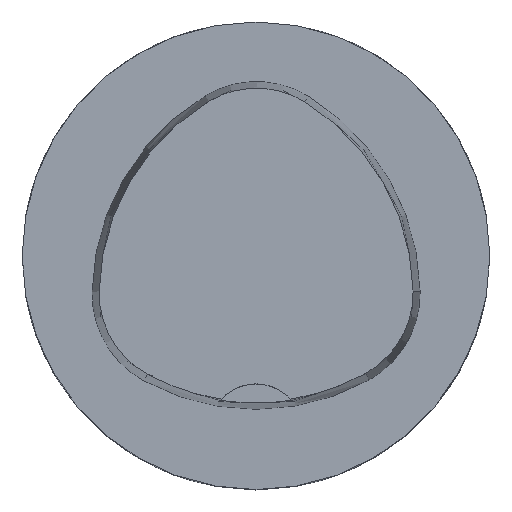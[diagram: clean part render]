
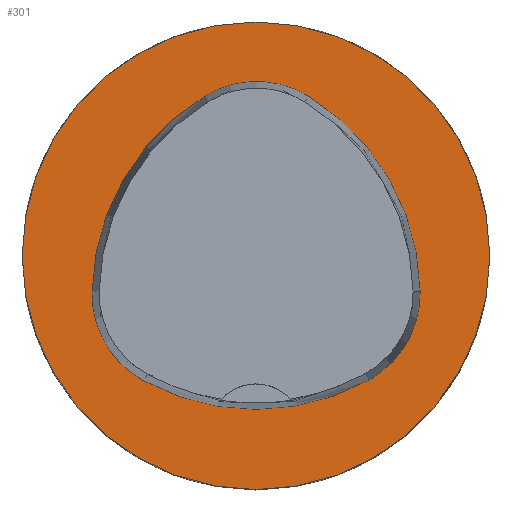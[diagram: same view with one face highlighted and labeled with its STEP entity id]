
A CAD part, top view. The second image highlights one B-rep face of the part: STEP entity #301.
In plain terms, the highlighted planar face has unit normal (0, 0, 1).
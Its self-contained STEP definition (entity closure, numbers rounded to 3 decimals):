
#142=FACE_BOUND('',#559,.T.);
#143=FACE_BOUND('',#560,.T.);
#211=CIRCLE('',#2123,20.);
#213=CIRCLE('',#2126,8.5);
#215=CIRCLE('',#2129,20.);
#217=CIRCLE('',#2132,8.5);
#220=CIRCLE('',#2136,20.);
#223=CIRCLE('',#2140,8.5);
#226=CIRCLE('',#2145,20.);
#301=ADVANCED_FACE('',(#142,#143),#367,.T.);
#367=PLANE('',#2146);
#559=EDGE_LOOP('',(#1308,#1309,#1310,#1311,#1312,#1313));
#560=EDGE_LOOP('',(#1314));
#1308=ORIENTED_EDGE('',*,*,#1843,.F.);
#1309=ORIENTED_EDGE('',*,*,#1838,.F.);
#1310=ORIENTED_EDGE('',*,*,#1833,.F.);
#1311=ORIENTED_EDGE('',*,*,#1830,.F.);
#1312=ORIENTED_EDGE('',*,*,#1827,.F.);
#1313=ORIENTED_EDGE('',*,*,#1823,.F.);
#1314=ORIENTED_EDGE('',*,*,#1846,.T.);
#1584=VERTEX_POINT('',#3451);
#1585=VERTEX_POINT('',#3452);
#1588=VERTEX_POINT('',#3460);
#1590=VERTEX_POINT('',#3466);
#1592=VERTEX_POINT('',#3472);
#1596=VERTEX_POINT('',#3485);
#1600=VERTEX_POINT('',#3503);
#1823=EDGE_CURVE('',#1584,#1585,#211,.T.);
#1827=EDGE_CURVE('',#1585,#1588,#213,.T.);
#1830=EDGE_CURVE('',#1588,#1590,#215,.T.);
#1833=EDGE_CURVE('',#1590,#1592,#217,.T.);
#1838=EDGE_CURVE('',#1592,#1596,#220,.T.);
#1843=EDGE_CURVE('',#1596,#1584,#223,.T.);
#1846=EDGE_CURVE('',#1600,#1600,#226,.T.);
#2123=AXIS2_PLACEMENT_3D('',#3450,#2579,#2580);
#2126=AXIS2_PLACEMENT_3D('',#3459,#2587,#2588);
#2129=AXIS2_PLACEMENT_3D('',#3465,#2594,#2595);
#2132=AXIS2_PLACEMENT_3D('',#3471,#2601,#2602);
#2136=AXIS2_PLACEMENT_3D('',#3484,#2610,#2611);
#2140=AXIS2_PLACEMENT_3D('',#3497,#2619,#2620);
#2145=AXIS2_PLACEMENT_3D('',#3502,#2629,#2630);
#2146=AXIS2_PLACEMENT_3D('',#3504,#2631,#2632);
#2579=DIRECTION('',(0.,0.,1.));
#2580=DIRECTION('',(1.,0.,0.));
#2587=DIRECTION('',(0.,0.,1.));
#2588=DIRECTION('',(1.,0.,0.));
#2594=DIRECTION('',(0.,0.,1.));
#2595=DIRECTION('',(1.,0.,0.));
#2601=DIRECTION('',(0.,0.,1.));
#2602=DIRECTION('',(1.,0.,0.));
#2610=DIRECTION('',(0.,0.,1.));
#2611=DIRECTION('',(1.,0.,0.));
#2619=DIRECTION('',(0.,0.,1.));
#2620=DIRECTION('',(1.,0.,0.));
#2629=DIRECTION('',(0.,0.,1.));
#2630=DIRECTION('',(1.,0.,0.));
#2631=DIRECTION('',(0.,0.,1.));
#2632=DIRECTION('',(-1.,0.,0.));
#3450=CARTESIAN_POINT('',(-5.955,-3.414,0.));
#3451=CARTESIAN_POINT('',(14.041,-3.042,0.));
#3452=CARTESIAN_POINT('',(4.472,13.653,0.));
#3459=CARTESIAN_POINT('',(0.04,6.4,0.));
#3460=CARTESIAN_POINT('',(-4.347,13.68,0.));
#3465=CARTESIAN_POINT('',(5.976,-3.45,0.));
#3466=CARTESIAN_POINT('',(-14.021,-3.075,0.));
#3471=CARTESIAN_POINT('',(-5.522,-3.235,0.));
#3472=CARTESIAN_POINT('',(-9.588,-10.699,0.));
#3484=CARTESIAN_POINT('',(-0.022,6.864,0.));
#3485=CARTESIAN_POINT('',(9.655,-10.639,0.));
#3497=CARTESIAN_POINT('',(5.543,-3.2,0.));
#3502=CARTESIAN_POINT('',(0.,0.,0.));
#3503=CARTESIAN_POINT('',(20.,0.,0.));
#3504=CARTESIAN_POINT('',(0.,0.,0.));
